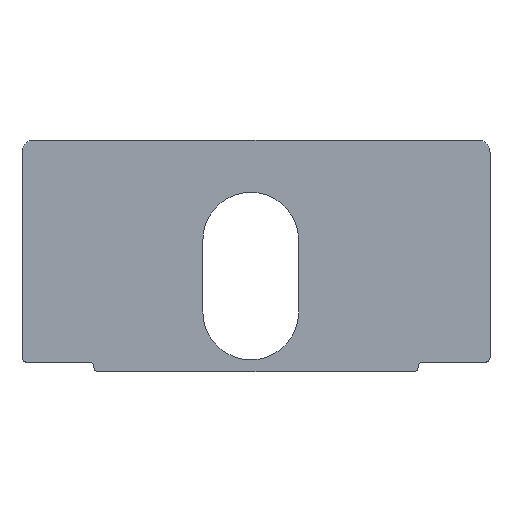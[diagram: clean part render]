
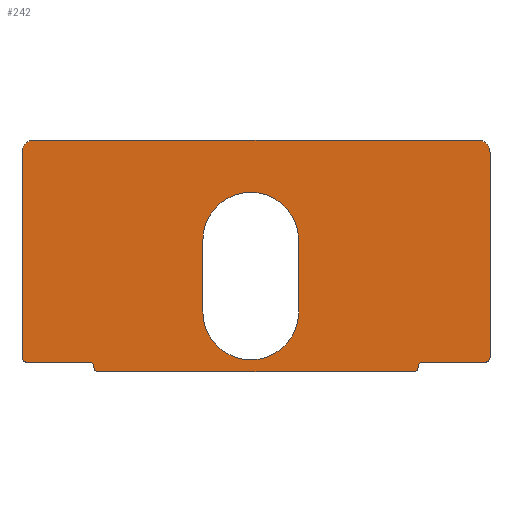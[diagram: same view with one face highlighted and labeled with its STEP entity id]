
A CAD part, top view. The second image highlights one B-rep face of the part: STEP entity #242.
In plain terms, the highlighted planar face has unit normal (0, 0, 1).
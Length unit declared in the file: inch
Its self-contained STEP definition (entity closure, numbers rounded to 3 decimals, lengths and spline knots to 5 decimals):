
#2 = ORIENTED_EDGE ( 'NONE', *, *, #459, .T. ) ;
#3 = CARTESIAN_POINT ( 'NONE',  ( 0., 4.59, 0. ) ) ;
#8 = LINE ( 'NONE', #355, #142 ) ;
#11 = CARTESIAN_POINT ( 'NONE',  ( 1.6, 0.1, 0. ) ) ;
#13 = VERTEX_POINT ( 'NONE', #521 ) ;
#19 = LINE ( 'NONE', #354, #63 ) ;
#22 = CARTESIAN_POINT ( 'NONE',  ( 0.25, 4.84, 0. ) ) ;
#32 = EDGE_CURVE ( 'NONE', #286, #13, #310, .T. ) ;
#34 = DIRECTION ( 'NONE',  ( -1., 0., 0. ) ) ;
#35 = ORIENTED_EDGE ( 'NONE', *, *, #725, .F. ) ;
#36 = CARTESIAN_POINT ( 'NONE',  ( 4.78, 2.75, 0. ) ) ;
#37 = CARTESIAN_POINT ( 'NONE',  ( 5.78, 1.25, 0. ) ) ;
#41 = CIRCLE ( 'NONE', #129, 0.25 ) ;
#48 = CARTESIAN_POINT ( 'NONE',  ( 1.5, 0.1, 0. ) ) ;
#51 = EDGE_CURVE ( 'NONE', #537, #244, #634, .T. ) ;
#53 = VERTEX_POINT ( 'NONE', #518 ) ;
#60 = DIRECTION ( 'NONE',  ( -1., 0., 0. ) ) ;
#62 = ORIENTED_EDGE ( 'NONE', *, *, #181, .T. ) ;
#63 = VECTOR ( 'NONE', #460, 39.37008 ) ;
#65 = DIRECTION ( 'NONE',  ( -1., 0., 0. ) ) ;
#71 = DIRECTION ( 'NONE',  ( 1., 0., 0. ) ) ;
#74 = AXIS2_PLACEMENT_3D ( 'NONE', #11, #577, #60 ) ;
#78 = CARTESIAN_POINT ( 'NONE',  ( 9.68, 0.2, 0. ) ) ;
#80 = LINE ( 'NONE', #695, #347 ) ;
#81 = EDGE_CURVE ( 'NONE', #513, #471, #8, .T. ) ;
#83 = ORIENTED_EDGE ( 'NONE', *, *, #276, .F. ) ;
#91 = DIRECTION ( 'NONE',  ( -1., 0., 0. ) ) ;
#95 = FACE_OUTER_BOUND ( 'NONE', #672, .T. ) ;
#110 = AXIS2_PLACEMENT_3D ( 'NONE', #488, #313, #91 ) ;
#121 = DIRECTION ( 'NONE',  ( -1., 0., 0. ) ) ;
#125 = DIRECTION ( 'NONE',  ( 0., 0., 1. ) ) ;
#129 = AXIS2_PLACEMENT_3D ( 'NONE', #644, #253, #34 ) ;
#135 = DIRECTION ( 'NONE',  ( 1., 0., 0. ) ) ;
#136 = CARTESIAN_POINT ( 'NONE',  ( 1.4, 0.1, 0. ) ) ;
#137 = ORIENTED_EDGE ( 'NONE', *, *, #495, .F. ) ;
#141 = DIRECTION ( 'NONE',  ( 0., 0., 1. ) ) ;
#142 = VECTOR ( 'NONE', #71, 39.37008 ) ;
#144 = DIRECTION ( 'NONE',  ( -1., 0., 0. ) ) ;
#146 = ORIENTED_EDGE ( 'NONE', *, *, #266, .T. ) ;
#153 = CIRCLE ( 'NONE', #166, 0.25 ) ;
#160 = CARTESIAN_POINT ( 'NONE',  ( 0., 0.2, 0. ) ) ;
#161 = VERTEX_POINT ( 'NONE', #363 ) ;
#166 = AXIS2_PLACEMENT_3D ( 'NONE', #421, #260, #697 ) ;
#171 = ORIENTED_EDGE ( 'NONE', *, *, #598, .T. ) ;
#172 = CARTESIAN_POINT ( 'NONE',  ( 9.53, 4.84, 0. ) ) ;
#178 = VERTEX_POINT ( 'NONE', #78 ) ;
#180 = AXIS2_PLACEMENT_3D ( 'NONE', #569, #231, #121 ) ;
#181 = EDGE_CURVE ( 'NONE', #161, #589, #153, .T. ) ;
#183 = CARTESIAN_POINT ( 'NONE',  ( 3.78, 1.25, 0. ) ) ;
#185 = CARTESIAN_POINT ( 'NONE',  ( 1.6, 0., 0. ) ) ;
#191 = CIRCLE ( 'NONE', #426, 0.1 ) ;
#204 = CIRCLE ( 'NONE', #180, 0.1 ) ;
#207 = CARTESIAN_POINT ( 'NONE',  ( 3.78, 2.75, 0. ) ) ;
#212 = ORIENTED_EDGE ( 'NONE', *, *, #464, .T. ) ;
#213 = LINE ( 'NONE', #504, #250 ) ;
#221 = ORIENTED_EDGE ( 'NONE', *, *, #51, .F. ) ;
#222 = DIRECTION ( 'NONE',  ( 0., 1., 0. ) ) ;
#223 = EDGE_CURVE ( 'NONE', #178, #53, #191, .T. ) ;
#224 = VECTOR ( 'NONE', #588, 39.37008 ) ;
#231 = DIRECTION ( 'NONE',  ( 0., 0., 1. ) ) ;
#242 = ADVANCED_FACE ( 'NONE', ( #375, #95 ), #263, .F. ) ;
#244 = VERTEX_POINT ( 'NONE', #37 ) ;
#250 = VECTOR ( 'NONE', #222, 39.37008 ) ;
#253 = DIRECTION ( 'NONE',  ( 0., 0., 1. ) ) ;
#258 = VERTEX_POINT ( 'NONE', #640 ) ;
#259 = EDGE_CURVE ( 'NONE', #317, #341, #346, .T. ) ;
#260 = DIRECTION ( 'NONE',  ( 0., 0., 1. ) ) ;
#263 = PLANE ( 'NONE',  #110 ) ;
#266 = EDGE_CURVE ( 'NONE', #493, #368, #41, .T. ) ;
#268 = VERTEX_POINT ( 'NONE', #319 ) ;
#270 = CARTESIAN_POINT ( 'NONE',  ( 1.4, 0.2, 0. ) ) ;
#271 = AXIS2_PLACEMENT_3D ( 'NONE', #36, #651, #135 ) ;
#276 = EDGE_CURVE ( 'NONE', #631, #537, #701, .T. ) ;
#278 = CARTESIAN_POINT ( 'NONE',  ( 0., 0., 0. ) ) ;
#286 = VERTEX_POINT ( 'NONE', #655 ) ;
#289 = DIRECTION ( 'NONE',  ( 0., 0., -1. ) ) ;
#292 = CARTESIAN_POINT ( 'NONE',  ( 8.18, 0., 0. ) ) ;
#296 = AXIS2_PLACEMENT_3D ( 'NONE', #410, #125, #353 ) ;
#303 = DIRECTION ( 'NONE',  ( -1., 0., 0. ) ) ;
#306 = DIRECTION ( 'NONE',  ( 0., 0., -1. ) ) ;
#310 = CIRCLE ( 'NONE', #720, 0.1 ) ;
#311 = AXIS2_PLACEMENT_3D ( 'NONE', #639, #141, #539 ) ;
#313 = DIRECTION ( 'NONE',  ( 0., 0., -1. ) ) ;
#317 = VERTEX_POINT ( 'NONE', #270 ) ;
#319 = CARTESIAN_POINT ( 'NONE',  ( 5.78, 2.75, 0. ) ) ;
#320 = EDGE_CURVE ( 'NONE', #317, #422, #436, .T. ) ;
#341 = VERTEX_POINT ( 'NONE', #48 ) ;
#346 = CIRCLE ( 'NONE', #673, 0.1 ) ;
#347 = VECTOR ( 'NONE', #417, 39.37008 ) ;
#350 = CARTESIAN_POINT ( 'NONE',  ( 8.38, 0.1, 0. ) ) ;
#353 = DIRECTION ( 'NONE',  ( 1., 0., 0. ) ) ;
#354 = CARTESIAN_POINT ( 'NONE',  ( 9.78, 0.2, 0. ) ) ;
#355 = CARTESIAN_POINT ( 'NONE',  ( 0., 0., 0. ) ) ;
#363 = CARTESIAN_POINT ( 'NONE',  ( 9.78, 4.59, 0. ) ) ;
#368 = VERTEX_POINT ( 'NONE', #3 ) ;
#375 = FACE_BOUND ( 'NONE', #622, .T. ) ;
#381 = DIRECTION ( 'NONE',  ( -1., 0., 0. ) ) ;
#383 = EDGE_CURVE ( 'NONE', #589, #493, #713, .T. ) ;
#400 = ORIENTED_EDGE ( 'NONE', *, *, #474, .T. ) ;
#410 = CARTESIAN_POINT ( 'NONE',  ( 4.78, 1.25, 0. ) ) ;
#415 = CIRCLE ( 'NONE', #311, 0.1 ) ;
#417 = DIRECTION ( 'NONE',  ( 0., 1., 0. ) ) ;
#421 = CARTESIAN_POINT ( 'NONE',  ( 9.53, 4.59, 0. ) ) ;
#422 = VERTEX_POINT ( 'NONE', #610 ) ;
#426 = AXIS2_PLACEMENT_3D ( 'NONE', #648, #528, #303 ) ;
#434 = ORIENTED_EDGE ( 'NONE', *, *, #604, .F. ) ;
#436 = LINE ( 'NONE', #160, #568 ) ;
#455 = ORIENTED_EDGE ( 'NONE', *, *, #223, .T. ) ;
#459 = EDGE_CURVE ( 'NONE', #368, #258, #563, .T. ) ;
#460 = DIRECTION ( 'NONE',  ( -1., 0., 0. ) ) ;
#464 = EDGE_CURVE ( 'NONE', #53, #161, #213, .T. ) ;
#471 = VERTEX_POINT ( 'NONE', #292 ) ;
#474 = EDGE_CURVE ( 'NONE', #341, #513, #698, .T. ) ;
#488 = CARTESIAN_POINT ( 'NONE',  ( 0., 0., 0. ) ) ;
#493 = VERTEX_POINT ( 'NONE', #22 ) ;
#495 = EDGE_CURVE ( 'NONE', #178, #13, #19, .T. ) ;
#497 = VECTOR ( 'NONE', #551, 39.37008 ) ;
#499 = ORIENTED_EDGE ( 'NONE', *, *, #81, .T. ) ;
#504 = CARTESIAN_POINT ( 'NONE',  ( 9.78, 0., 0. ) ) ;
#513 = VERTEX_POINT ( 'NONE', #185 ) ;
#518 = CARTESIAN_POINT ( 'NONE',  ( 9.78, 0.3, 0. ) ) ;
#521 = CARTESIAN_POINT ( 'NONE',  ( 8.38, 0.2, 0. ) ) ;
#528 = DIRECTION ( 'NONE',  ( 0., 0., 1. ) ) ;
#529 = ORIENTED_EDGE ( 'NONE', *, *, #32, .T. ) ;
#537 = VERTEX_POINT ( 'NONE', #183 ) ;
#539 = DIRECTION ( 'NONE',  ( -1., 0., 0. ) ) ;
#548 = CARTESIAN_POINT ( 'NONE',  ( 0., 4.84, 0. ) ) ;
#551 = DIRECTION ( 'NONE',  ( 0., -1., 0. ) ) ;
#563 = LINE ( 'NONE', #278, #497 ) ;
#564 = ORIENTED_EDGE ( 'NONE', *, *, #383, .T. ) ;
#568 = VECTOR ( 'NONE', #614, 39.37008 ) ;
#569 = CARTESIAN_POINT ( 'NONE',  ( 8.18, 0.1, 0. ) ) ;
#577 = DIRECTION ( 'NONE',  ( 0., 0., 1. ) ) ;
#581 = ORIENTED_EDGE ( 'NONE', *, *, #259, .T. ) ;
#588 = DIRECTION ( 'NONE',  ( 0., -1., 0. ) ) ;
#589 = VERTEX_POINT ( 'NONE', #172 ) ;
#598 = EDGE_CURVE ( 'NONE', #471, #286, #204, .T. ) ;
#604 = EDGE_CURVE ( 'NONE', #244, #268, #80, .T. ) ;
#610 = CARTESIAN_POINT ( 'NONE',  ( 0.1, 0.2, 0. ) ) ;
#614 = DIRECTION ( 'NONE',  ( -1., 0., 0. ) ) ;
#622 = EDGE_LOOP ( 'NONE', ( #83, #35, #434, #221 ) ) ;
#624 = VECTOR ( 'NONE', #381, 39.37008 ) ;
#631 = VERTEX_POINT ( 'NONE', #704 ) ;
#634 = CIRCLE ( 'NONE', #296, 1. ) ;
#636 = CIRCLE ( 'NONE', #271, 1. ) ;
#639 = CARTESIAN_POINT ( 'NONE',  ( 0.1, 0.3, 0. ) ) ;
#640 = CARTESIAN_POINT ( 'NONE',  ( 0., 0.3, 0. ) ) ;
#644 = CARTESIAN_POINT ( 'NONE',  ( 0.25, 4.59, 0. ) ) ;
#648 = CARTESIAN_POINT ( 'NONE',  ( 9.68, 0.3, 0. ) ) ;
#649 = ORIENTED_EDGE ( 'NONE', *, *, #320, .F. ) ;
#651 = DIRECTION ( 'NONE',  ( 0., 0., 1. ) ) ;
#655 = CARTESIAN_POINT ( 'NONE',  ( 8.28, 0.1, 0. ) ) ;
#672 = EDGE_LOOP ( 'NONE', ( #137, #455, #212, #62, #564, #146, #2, #702, #649, #581, #400, #499, #171, #529 ) ) ;
#673 = AXIS2_PLACEMENT_3D ( 'NONE', #136, #306, #144 ) ;
#695 = CARTESIAN_POINT ( 'NONE',  ( 5.78, 2.75, 0. ) ) ;
#697 = DIRECTION ( 'NONE',  ( -1., 0., 0. ) ) ;
#698 = CIRCLE ( 'NONE', #74, 0.1 ) ;
#701 = LINE ( 'NONE', #207, #224 ) ;
#702 = ORIENTED_EDGE ( 'NONE', *, *, #714, .T. ) ;
#704 = CARTESIAN_POINT ( 'NONE',  ( 3.78, 2.75, 0. ) ) ;
#713 = LINE ( 'NONE', #548, #624 ) ;
#714 = EDGE_CURVE ( 'NONE', #258, #422, #415, .T. ) ;
#720 = AXIS2_PLACEMENT_3D ( 'NONE', #350, #289, #65 ) ;
#725 = EDGE_CURVE ( 'NONE', #268, #631, #636, .T. ) ;
